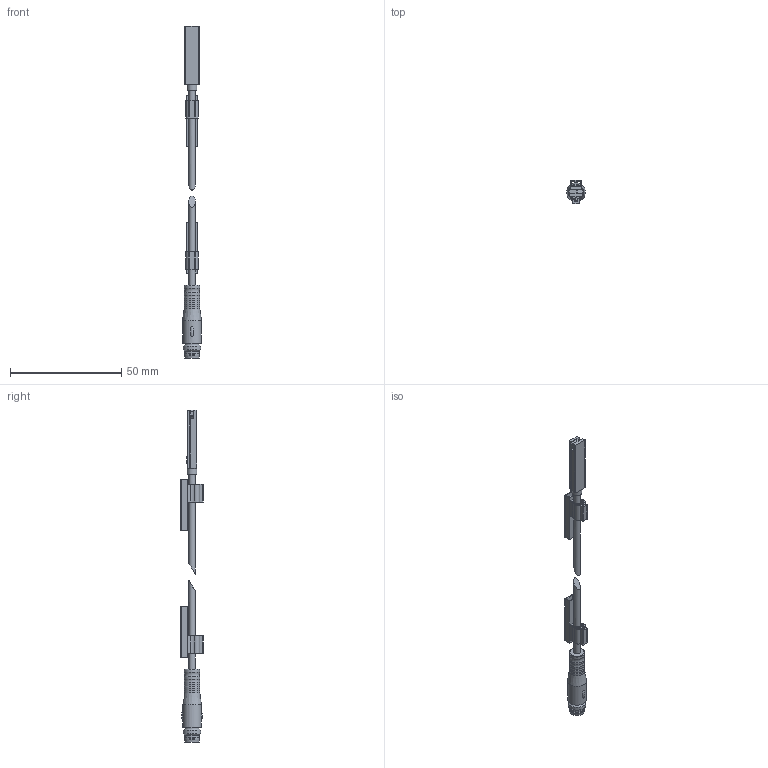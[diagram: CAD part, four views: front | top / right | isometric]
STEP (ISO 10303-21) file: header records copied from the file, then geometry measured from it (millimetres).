
FILE_DESCRIPTION(/* description */ ('STEP AP214'),/* implementation_level */ '2;1');
FILE_NAME(/* name */ '150857_SME-8-S-LED-24',/* time_stamp */ '2024-09-15T08:17:07+02:00',/* author */ ('License CC BY-ND 4.0'),/* organization */ ('CADENAS'),/* preprocessor_version */ 'ST-DEVELOPER v19.3',/* originating_system */ 'PARTsolutions',/* authorisation */ ' ');
FILE_SCHEMA (('AUTOMOTIVE_DESIGN {1 0 10303 214 3 1 1}'));
Length unit declared in the file: millimetre
Products named in the file (4): 150857 SME-8-S-LED-24; 150857 SME-8-S-LED-24---(P); 1247168 ASCF-M-23-S DM 2.1-3.4; SMx-8M-M8---(2.9_CON)
Assembly tree (4 placements, depth 2):
  150857 SME-8-S-LED-24
    150857 SME-8-S-LED-24---(P)
    1247168 ASCF-M-23-S DM 2.1-3.4  x2
    SMx-8M-M8---(2.9_CON)
Bounding box: 8.5 x 10.3 x 149 mm (x, y, z)
Volume: 3192.8 mm3; surface area: 4709.7 mm2
Topology: 4 solids, 4 shells, 253 faces, 651 edges, 428 vertices
Faces by surface type: plane 141, cylinder 100, torus 7, cone 5
Full cylindrical faces by diameter (mm): 1 x3, 2.5 x1, 2.9 x2, 4.3 x1, 5.8 x1, 6.5 x2, 6.9 x1, 7 x5, 8 x1, 8.5 x1
Entity records: 6063 total; most frequent: CARTESIAN_POINT 959, DIRECTION 919, ORIENTED_EDGE 830, EDGE_CURVE 415, AXIS2_PLACEMENT_3D 328, VERTEX_POINT 288, LINE 263, VECTOR 263
